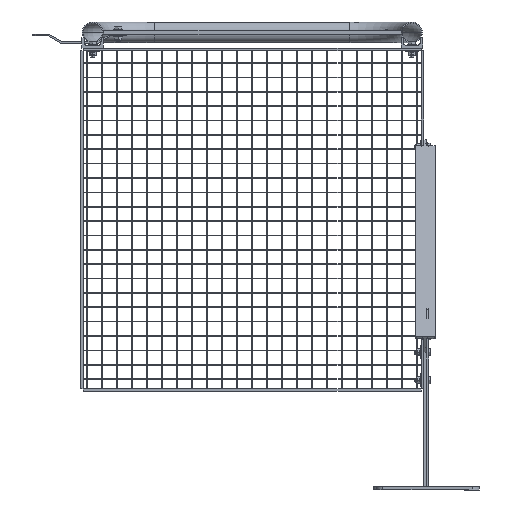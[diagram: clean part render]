
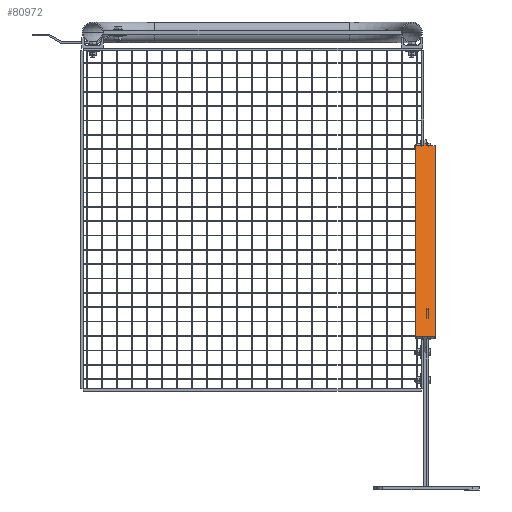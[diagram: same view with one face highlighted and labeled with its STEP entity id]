
A CAD part, front view. The second image highlights one B-rep face of the part: STEP entity #80972.
In plain terms, the highlighted planar face has unit normal (0, -0.599, 0.801).
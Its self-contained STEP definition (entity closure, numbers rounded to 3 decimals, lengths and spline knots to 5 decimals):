
#891 = CARTESIAN_POINT ( 'NONE',  ( 0.4265, -0.68538, -0.27295 ) ) ;
#1465 = DIRECTION ( 'NONE',  ( -1., 0., 0. ) ) ;
#1853 = DIRECTION ( 'NONE',  ( 1., 0., 0. ) ) ;
#2009 = DIRECTION ( 'NONE',  ( -1., 0., 0. ) ) ;
#2137 = VECTOR ( 'NONE', #102878, 1. ) ;
#3520 = CARTESIAN_POINT ( 'NONE',  ( 0.3955, -0.08939, 0.17268 ) ) ;
#5331 = VERTEX_POINT ( 'NONE', #891 ) ;
#6486 = LINE ( 'NONE', #39229, #7793 ) ;
#7793 = VECTOR ( 'NONE', #104680, 1. ) ;
#8095 = CARTESIAN_POINT ( 'NONE',  ( 0.3955, -0.08578, 0.17538 ) ) ;
#12249 = DIRECTION ( 'NONE',  ( 0., -0.801, -0.599 ) ) ;
#13245 = VERTEX_POINT ( 'NONE', #81680 ) ;
#13778 = LINE ( 'NONE', #77669, #106217 ) ;
#16283 = CARTESIAN_POINT ( 'NONE',  ( 0.406, -0.08578, 0.17538 ) ) ;
#16560 = CIRCLE ( 'NONE', #76532, 0.0045 ) ;
#16606 = ORIENTED_EDGE ( 'NONE', *, *, #41474, .T. ) ;
#16877 = ORIENTED_EDGE ( 'NONE', *, *, #72749, .T. ) ;
#17821 = ORIENTED_EDGE ( 'NONE', *, *, #34860, .F. ) ;
#19790 = FACE_OUTER_BOUND ( 'NONE', #89187, .T. ) ;
#20141 = EDGE_CURVE ( 'NONE', #24748, #27165, #87300, .T. ) ;
#20317 = DIRECTION ( 'NONE',  ( 0., 0.599, -0.801 ) ) ;
#22769 = DIRECTION ( 'NONE',  ( 0., 0.599, -0.801 ) ) ;
#24748 = VERTEX_POINT ( 'NONE', #16283 ) ;
#27165 = VERTEX_POINT ( 'NONE', #99461 ) ;
#27392 = CARTESIAN_POINT ( 'NONE',  ( 0.3795, -0.73039, -0.3066 ) ) ;
#28380 = CARTESIAN_POINT ( 'NONE',  ( 0.4, -0.73039, -0.3066 ) ) ;
#28634 = ORIENTED_EDGE ( 'NONE', *, *, #35433, .T. ) ;
#28873 = CARTESIAN_POINT ( 'NONE',  ( 0.406, -0.73039, -0.3066 ) ) ;
#28976 = DIRECTION ( 'NONE',  ( 0., 0.801, 0.599 ) ) ;
#31749 = DIRECTION ( 'NONE',  ( 0., 0.599, -0.801 ) ) ;
#32343 = EDGE_CURVE ( 'NONE', #5331, #51278, #81933, .T. ) ;
#33160 = VECTOR ( 'NONE', #1853, 1. ) ;
#33652 = ORIENTED_EDGE ( 'NONE', *, *, #32343, .F. ) ;
#33806 = CARTESIAN_POINT ( 'NONE',  ( 0.4, -0.08138, 0.17867 ) ) ;
#34860 = EDGE_CURVE ( 'NONE', #51278, #13245, #45070, .T. ) ;
#35433 = EDGE_CURVE ( 'NONE', #43865, #24748, #52172, .T. ) ;
#39118 = CARTESIAN_POINT ( 'NONE',  ( 0.4, -0.08578, 0.17538 ) ) ;
#39229 = CARTESIAN_POINT ( 'NONE',  ( 0.4265, -0.73039, -0.3066 ) ) ;
#41474 = EDGE_CURVE ( 'NONE', #62097, #54795, #16560, .T. ) ;
#43865 = VERTEX_POINT ( 'NONE', #73773 ) ;
#44041 = EDGE_CURVE ( 'NONE', #62097, #71251, #100541, .T. ) ;
#45046 = ORIENTED_EDGE ( 'NONE', *, *, #75943, .F. ) ;
#45070 = LINE ( 'NONE', #27392, #79485 ) ;
#51278 = VERTEX_POINT ( 'NONE', #64531 ) ;
#52172 = CIRCLE ( 'NONE', #89914, 0.0045 ) ;
#52524 = PLANE ( 'NONE',  #70751 ) ;
#53667 = ORIENTED_EDGE ( 'NONE', *, *, #44041, .F. ) ;
#54715 = ORIENTED_EDGE ( 'NONE', *, *, #20141, .T. ) ;
#54795 = VERTEX_POINT ( 'NONE', #3520 ) ;
#56581 = CARTESIAN_POINT ( 'NONE',  ( 0.4105, -0.08578, 0.17538 ) ) ;
#58749 = CARTESIAN_POINT ( 'NONE',  ( 0.4, -0.73039, -0.3066 ) ) ;
#60322 = DIRECTION ( 'NONE',  ( 0., 0.801, 0.599 ) ) ;
#62097 = VERTEX_POINT ( 'NONE', #39118 ) ;
#64531 = CARTESIAN_POINT ( 'NONE',  ( 0.3795, -0.68538, -0.27295 ) ) ;
#70751 = AXIS2_PLACEMENT_3D ( 'NONE', #28380, #20317, #12249 ) ;
#71251 = VERTEX_POINT ( 'NONE', #33806 ) ;
#72110 = DIRECTION ( 'NONE',  ( 0., -0.801, -0.599 ) ) ;
#72314 = VECTOR ( 'NONE', #1465, 1. ) ;
#72749 = EDGE_CURVE ( 'NONE', #5331, #77352, #6486, .T. ) ;
#73773 = CARTESIAN_POINT ( 'NONE',  ( 0.4105, -0.08939, 0.17268 ) ) ;
#75543 = ORIENTED_EDGE ( 'NONE', *, *, #81655, .T. ) ;
#75943 = EDGE_CURVE ( 'NONE', #13245, #54795, #13778, .T. ) ;
#76532 = AXIS2_PLACEMENT_3D ( 'NONE', #8095, #31749, #81605 ) ;
#77352 = VERTEX_POINT ( 'NONE', #92077 ) ;
#77669 = CARTESIAN_POINT ( 'NONE',  ( 0.3795, -0.08939, 0.17268 ) ) ;
#79485 = VECTOR ( 'NONE', #28976, 1. ) ;
#80972 = ADVANCED_FACE ( 'NONE', ( #19790 ), #52524, .F. ) ;
#81225 = VECTOR ( 'NONE', #2009, 1. ) ;
#81272 = ORIENTED_EDGE ( 'NONE', *, *, #97356, .F. ) ;
#81605 = DIRECTION ( 'NONE',  ( 0., -0.801, -0.599 ) ) ;
#81655 = EDGE_CURVE ( 'NONE', #77352, #43865, #100692, .T. ) ;
#81680 = CARTESIAN_POINT ( 'NONE',  ( 0.3795, -0.08939, 0.17268 ) ) ;
#81933 = LINE ( 'NONE', #100685, #72314 ) ;
#85121 = CARTESIAN_POINT ( 'NONE',  ( 0.4265, -0.08939, 0.17268 ) ) ;
#85715 = DIRECTION ( 'NONE',  ( 1., 0., 0. ) ) ;
#87300 = LINE ( 'NONE', #28873, #2137 ) ;
#89187 = EDGE_LOOP ( 'NONE', ( #33652, #16877, #75543, #28634, #54715, #81272, #53667, #16606, #45046, #17821 ) ) ;
#89914 = AXIS2_PLACEMENT_3D ( 'NONE', #56581, #22769, #72110 ) ;
#92077 = CARTESIAN_POINT ( 'NONE',  ( 0.4265, -0.08939, 0.17268 ) ) ;
#92518 = CARTESIAN_POINT ( 'NONE',  ( 0.4, -0.08138, 0.17867 ) ) ;
#94148 = VECTOR ( 'NONE', #60322, 1. ) ;
#97356 = EDGE_CURVE ( 'NONE', #71251, #27165, #100543, .T. ) ;
#99461 = CARTESIAN_POINT ( 'NONE',  ( 0.406, -0.08138, 0.17867 ) ) ;
#100541 = LINE ( 'NONE', #58749, #94148 ) ;
#100543 = LINE ( 'NONE', #92518, #33160 ) ;
#100685 = CARTESIAN_POINT ( 'NONE',  ( 0.4, -0.68538, -0.27295 ) ) ;
#100692 = LINE ( 'NONE', #85121, #81225 ) ;
#102878 = DIRECTION ( 'NONE',  ( 0., 0.801, 0.599 ) ) ;
#104680 = DIRECTION ( 'NONE',  ( 0., 0.801, 0.599 ) ) ;
#106217 = VECTOR ( 'NONE', #85715, 1. ) ;
